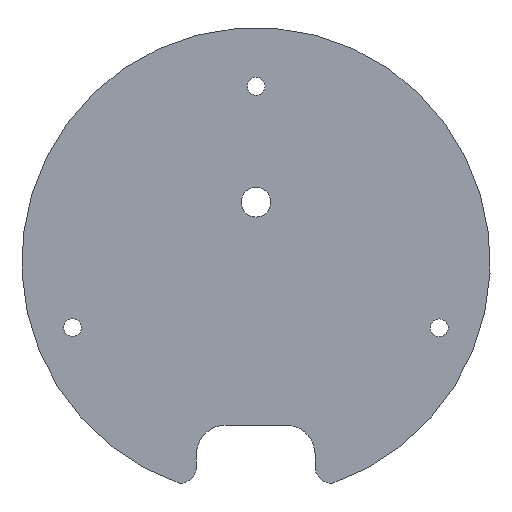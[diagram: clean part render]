
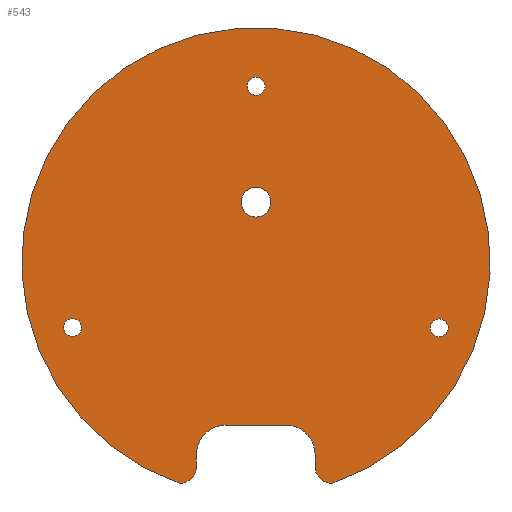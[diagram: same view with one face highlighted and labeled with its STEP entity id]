
A CAD part, front view. The second image highlights one B-rep face of the part: STEP entity #543.
In plain terms, the highlighted planar face has unit normal (0, -1, 0).
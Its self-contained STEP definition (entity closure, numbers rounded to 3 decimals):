
#23=FACE_BOUND('',#92,.T.);
#24=FACE_BOUND('',#93,.T.);
#25=FACE_BOUND('',#94,.T.);
#26=FACE_BOUND('',#95,.T.);
#36=PLANE('',#611);
#54=FACE_OUTER_BOUND('',#91,.T.);
#91=EDGE_LOOP('',(#426,#427,#428,#429,#430,#431,#432,#433));
#92=EDGE_LOOP('',(#434));
#93=EDGE_LOOP('',(#435));
#94=EDGE_LOOP('',(#436));
#95=EDGE_LOOP('',(#437));
#139=LINE('',#919,#178);
#140=LINE('',#923,#179);
#141=LINE('',#927,#180);
#178=VECTOR('',#734,10.);
#179=VECTOR('',#737,10.);
#180=VECTOR('',#740,10.);
#208=CIRCLE('',#594,5.);
#220=CIRCLE('',#612,10.);
#221=CIRCLE('',#613,10.);
#222=CIRCLE('',#614,6.);
#223=CIRCLE('',#615,79.);
#224=CIRCLE('',#616,6.);
#225=CIRCLE('',#617,3.);
#226=CIRCLE('',#618,3.);
#227=CIRCLE('',#619,3.);
#252=VERTEX_POINT('',#868);
#268=VERTEX_POINT('',#917);
#269=VERTEX_POINT('',#918);
#270=VERTEX_POINT('',#920);
#271=VERTEX_POINT('',#922);
#272=VERTEX_POINT('',#924);
#273=VERTEX_POINT('',#926);
#274=VERTEX_POINT('',#928);
#275=VERTEX_POINT('',#930);
#276=VERTEX_POINT('',#933);
#277=VERTEX_POINT('',#935);
#278=VERTEX_POINT('',#937);
#306=EDGE_CURVE('',#252,#252,#208,.T.);
#328=EDGE_CURVE('',#268,#269,#139,.T.);
#329=EDGE_CURVE('',#269,#270,#220,.T.);
#330=EDGE_CURVE('',#270,#271,#140,.T.);
#331=EDGE_CURVE('',#271,#272,#221,.T.);
#332=EDGE_CURVE('',#272,#273,#141,.T.);
#333=EDGE_CURVE('',#273,#274,#222,.T.);
#334=EDGE_CURVE('',#274,#275,#223,.T.);
#335=EDGE_CURVE('',#275,#268,#224,.T.);
#336=EDGE_CURVE('',#276,#276,#225,.T.);
#337=EDGE_CURVE('',#277,#277,#226,.T.);
#338=EDGE_CURVE('',#278,#278,#227,.T.);
#426=ORIENTED_EDGE('',*,*,#328,.T.);
#427=ORIENTED_EDGE('',*,*,#329,.T.);
#428=ORIENTED_EDGE('',*,*,#330,.T.);
#429=ORIENTED_EDGE('',*,*,#331,.T.);
#430=ORIENTED_EDGE('',*,*,#332,.T.);
#431=ORIENTED_EDGE('',*,*,#333,.T.);
#432=ORIENTED_EDGE('',*,*,#334,.T.);
#433=ORIENTED_EDGE('',*,*,#335,.T.);
#434=ORIENTED_EDGE('',*,*,#306,.T.);
#435=ORIENTED_EDGE('',*,*,#336,.T.);
#436=ORIENTED_EDGE('',*,*,#337,.T.);
#437=ORIENTED_EDGE('',*,*,#338,.T.);
#543=ADVANCED_FACE('',(#54,#23,#24,#25,#26),#36,.F.);
#594=AXIS2_PLACEMENT_3D('',#870,#690,#691);
#611=AXIS2_PLACEMENT_3D('',#916,#732,#733);
#612=AXIS2_PLACEMENT_3D('',#921,#735,#736);
#613=AXIS2_PLACEMENT_3D('',#925,#738,#739);
#614=AXIS2_PLACEMENT_3D('',#929,#741,#742);
#615=AXIS2_PLACEMENT_3D('',#931,#743,#744);
#616=AXIS2_PLACEMENT_3D('',#932,#745,#746);
#617=AXIS2_PLACEMENT_3D('',#934,#747,#748);
#618=AXIS2_PLACEMENT_3D('',#936,#749,#750);
#619=AXIS2_PLACEMENT_3D('',#938,#751,#752);
#690=DIRECTION('center_axis',(0.,1.,0.));
#691=DIRECTION('ref_axis',(-1.,0.,0.));
#732=DIRECTION('center_axis',(0.,1.,0.));
#733=DIRECTION('ref_axis',(1.,0.,0.));
#734=DIRECTION('',(0.,0.,1.));
#735=DIRECTION('center_axis',(0.,1.,0.));
#736=DIRECTION('ref_axis',(-0.707,0.,0.707));
#737=DIRECTION('',(1.,0.,0.));
#738=DIRECTION('center_axis',(0.,1.,0.));
#739=DIRECTION('ref_axis',(0.707,0.,0.707));
#740=DIRECTION('',(0.,0.,-1.));
#741=DIRECTION('center_axis',(0.,-1.,0.));
#742=DIRECTION('ref_axis',(-0.978,0.,-0.211));
#743=DIRECTION('center_axis',(0.,-1.,0.));
#744=DIRECTION('ref_axis',(1.,0.,0.));
#745=DIRECTION('center_axis',(0.,-1.,0.));
#746=DIRECTION('ref_axis',(0.059,0.,-0.998));
#747=DIRECTION('center_axis',(0.,1.,0.));
#748=DIRECTION('ref_axis',(1.,0.,0.));
#749=DIRECTION('center_axis',(0.,1.,0.));
#750=DIRECTION('ref_axis',(1.,0.,0.));
#751=DIRECTION('center_axis',(0.,1.,0.));
#752=DIRECTION('ref_axis',(1.,0.,0.));
#868=CARTESIAN_POINT('',(5.,44.707,20.136));
#870=CARTESIAN_POINT('Origin',(0.,44.707,20.136));
#916=CARTESIAN_POINT('Origin',(0.,44.707,4.5));
#917=CARTESIAN_POINT('',(-20.1,44.707,-70.));
#918=CARTESIAN_POINT('',(-20.1,44.707,-65.));
#919=CARTESIAN_POINT('',(-20.1,44.707,-32.75));
#920=CARTESIAN_POINT('',(-10.1,44.707,-55.));
#921=CARTESIAN_POINT('Origin',(-10.1,44.707,-65.));
#922=CARTESIAN_POINT('',(9.929,44.707,-55.));
#923=CARTESIAN_POINT('',(18.31,44.707,-55.));
#924=CARTESIAN_POINT('',(19.929,44.707,-65.));
#925=CARTESIAN_POINT('Origin',(9.929,44.707,-65.));
#926=CARTESIAN_POINT('',(19.929,44.707,-70.));
#927=CARTESIAN_POINT('',(19.929,44.707,-32.75));
#928=CARTESIAN_POINT('',(25.614,44.707,-74.732));
#929=CARTESIAN_POINT('Origin',(25.794,44.707,-68.735));
#930=CARTESIAN_POINT('',(-25.614,44.707,-74.732));
#931=CARTESIAN_POINT('Origin',(0.,44.707,0.));
#932=CARTESIAN_POINT('Origin',(-25.967,44.707,-68.743));
#933=CARTESIAN_POINT('',(58.796,44.707,-22.221));
#934=CARTESIAN_POINT('Origin',(61.796,44.707,-22.221));
#935=CARTESIAN_POINT('',(-64.864,44.707,-22.154));
#936=CARTESIAN_POINT('Origin',(-61.864,44.707,-22.154));
#937=CARTESIAN_POINT('',(-2.963,44.707,59.218));
#938=CARTESIAN_POINT('Origin',(0.037,44.707,59.218));
